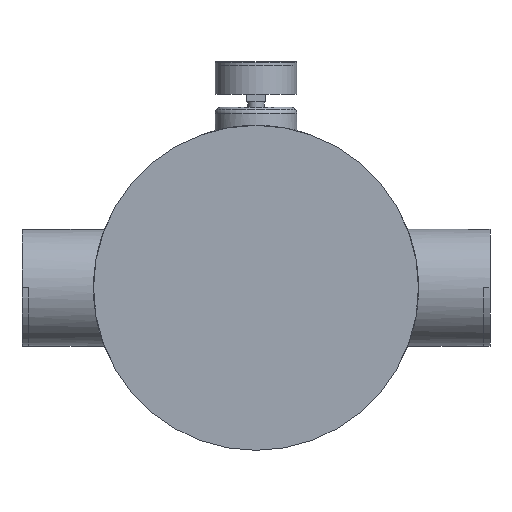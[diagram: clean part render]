
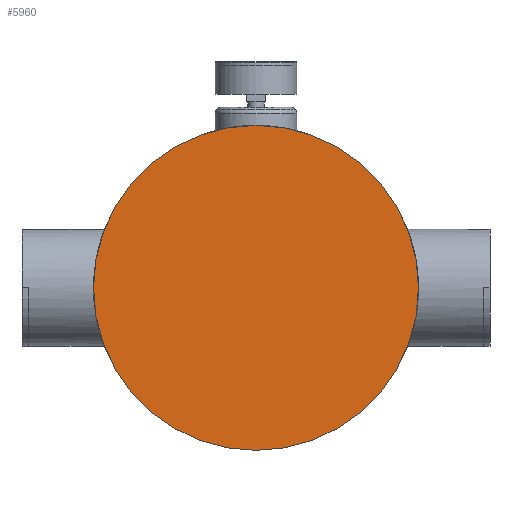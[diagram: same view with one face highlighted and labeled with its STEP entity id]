
A CAD part, front view. The second image highlights one B-rep face of the part: STEP entity #5960.
In plain terms, the highlighted planar face has unit normal (0, -1, 0).
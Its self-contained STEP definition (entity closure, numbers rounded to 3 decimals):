
#1065=CARTESIAN_POINT('',(0.,-120.,0.));
#1066=DIRECTION('',(0.,1.,0.));
#1067=DIRECTION('',(0.,0.,-1.));
#1068=AXIS2_PLACEMENT_3D('',#1065,#1066,#1067);
#1070=CARTESIAN_POINT('',(0.,-120.,0.));
#1071=DIRECTION('',(0.,1.,0.));
#1072=DIRECTION('',(0.,0.,1.));
#1073=AXIS2_PLACEMENT_3D('',#1070,#1071,#1072);
#4505=CARTESIAN_POINT('',(0.,-120.,125.));
#4506=VERTEX_POINT('',#4505);
#4509=CARTESIAN_POINT('',(0.,-120.,-125.));
#4510=VERTEX_POINT('',#4509);
#5950=CARTESIAN_POINT('',(0.,-120.,0.));
#5951=DIRECTION('',(0.,1.,0.));
#5952=DIRECTION('',(0.,0.,1.));
#5953=AXIS2_PLACEMENT_3D('',#5950,#5951,#5952);
#5954=PLANE('',#5953);
#5956=ORIENTED_EDGE('',*,*,#5955,.T.);
#5957=ORIENTED_EDGE('',*,*,#5929,.T.);
#5958=EDGE_LOOP('',(#5956,#5957));
#5959=FACE_OUTER_BOUND('',#5958,.F.);
#1069=CIRCLE('',#1068,125.);
#1074=CIRCLE('',#1073,125.);
#5929=EDGE_CURVE('',#4506,#4510,#1074,.T.);
#5955=EDGE_CURVE('',#4510,#4506,#1069,.T.);
#5960=ADVANCED_FACE('',(#5959),#5954,.F.);
